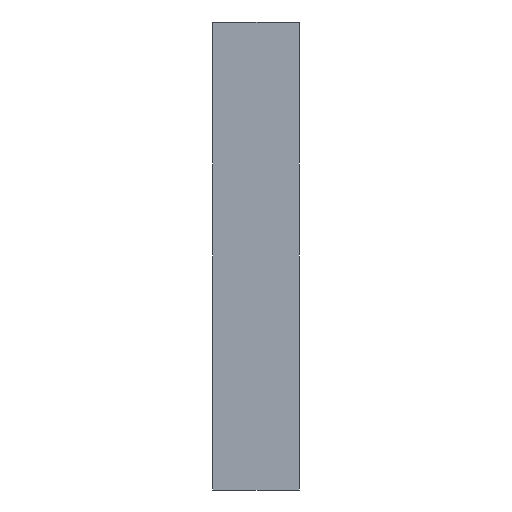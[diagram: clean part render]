
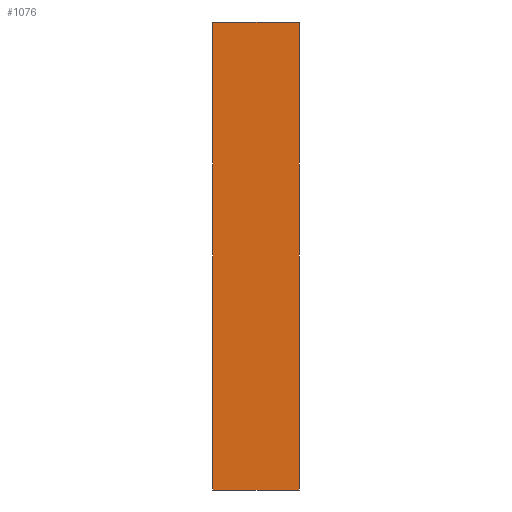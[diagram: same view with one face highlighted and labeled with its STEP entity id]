
A CAD part, left-side view. The second image highlights one B-rep face of the part: STEP entity #1076.
In plain terms, the highlighted planar face has unit normal (-1, 0, 0).
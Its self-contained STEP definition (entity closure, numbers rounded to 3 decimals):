
#102=FACE_OUTER_BOUND('',#158,.T.);
#158=EDGE_LOOP('',(#973,#974,#975,#976));
#251=LINE('',#1635,#353);
#276=LINE('',#1764,#378);
#294=LINE('',#1833,#396);
#295=LINE('',#1835,#397);
#353=VECTOR('',#1309,10.);
#378=VECTOR('',#1402,10.);
#396=VECTOR('',#1468,10.);
#397=VECTOR('',#1471,10.);
#457=VERTEX_POINT('',#1632);
#458=VERTEX_POINT('',#1634);
#490=VERTEX_POINT('',#1761);
#491=VERTEX_POINT('',#1763);
#576=EDGE_CURVE('',#458,#457,#251,.T.);
#629=EDGE_CURVE('',#491,#490,#276,.T.);
#658=EDGE_CURVE('',#457,#491,#294,.T.);
#659=EDGE_CURVE('',#490,#458,#295,.T.);
#973=ORIENTED_EDGE('',*,*,#576,.T.);
#974=ORIENTED_EDGE('',*,*,#658,.T.);
#975=ORIENTED_EDGE('',*,*,#629,.T.);
#976=ORIENTED_EDGE('',*,*,#659,.T.);
#1020=PLANE('',#1186);
#1076=ADVANCED_FACE('',(#102),#1020,.F.);
#1186=AXIS2_PLACEMENT_3D('',#1841,#1481,#1482);
#1309=DIRECTION('',(0.,0.,1.));
#1402=DIRECTION('',(0.,0.,-1.));
#1468=DIRECTION('',(0.,1.,0.));
#1471=DIRECTION('',(0.,-1.,0.));
#1481=DIRECTION('center_axis',(1.,0.,0.));
#1482=DIRECTION('ref_axis',(0.,1.,0.));
#1632=CARTESIAN_POINT('',(-42.57,1.825,11.252));
#1634=CARTESIAN_POINT('',(-42.57,1.825,-4.652));
#1635=CARTESIAN_POINT('',(-42.57,1.825,5.165));
#1761=CARTESIAN_POINT('',(-42.57,4.775,-4.652));
#1763=CARTESIAN_POINT('',(-42.57,4.775,11.252));
#1764=CARTESIAN_POINT('',(-42.57,4.775,0.348));
#1833=CARTESIAN_POINT('',(-42.57,1.825,11.252));
#1835=CARTESIAN_POINT('',(-42.57,4.775,-4.652));
#1841=CARTESIAN_POINT('Origin',(-42.57,3.3,3.3));
